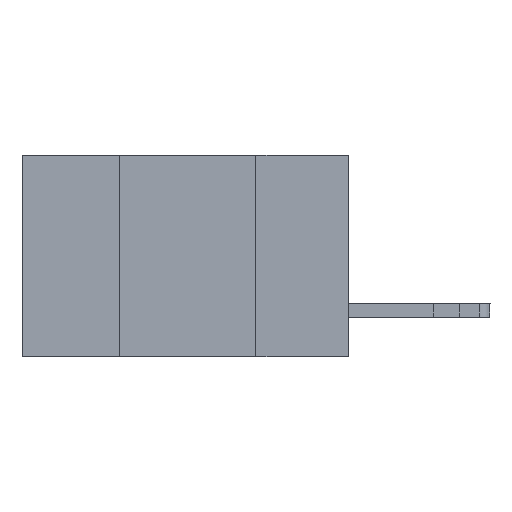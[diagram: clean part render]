
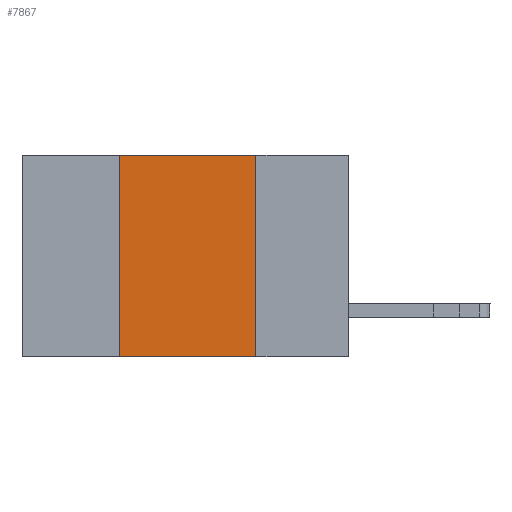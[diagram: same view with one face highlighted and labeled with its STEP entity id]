
A CAD part, left-side view. The second image highlights one B-rep face of the part: STEP entity #7867.
In plain terms, the highlighted planar face has unit normal (-1, 0, 0).
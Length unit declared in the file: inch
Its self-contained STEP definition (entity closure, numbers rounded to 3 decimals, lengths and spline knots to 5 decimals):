
#114 = CARTESIAN_POINT ( 'NONE',  ( 0., 0.6, 0. ) ) ;
#626 = EDGE_CURVE ( 'NONE', #16042, #4459, #8613, .T. ) ;
#658 = CARTESIAN_POINT ( 'NONE',  ( 0., 0.17, -0.37 ) ) ;
#875 = ORIENTED_EDGE ( 'NONE', *, *, #626, .F. ) ;
#1930 = LINE ( 'NONE', #3125, #13247 ) ;
#2423 = DIRECTION ( 'NONE',  ( 0., 0., 1. ) ) ;
#2837 = EDGE_LOOP ( 'NONE', ( #875, #8502, #7962, #6449 ) ) ;
#3125 = CARTESIAN_POINT ( 'NONE',  ( 0., 0.42, -0.37 ) ) ;
#3700 = DIRECTION ( 'NONE',  ( 0., 0., -1. ) ) ;
#3825 = EDGE_CURVE ( 'NONE', #4079, #13584, #1930, .T. ) ;
#4079 = VERTEX_POINT ( 'NONE', #13406 ) ;
#4459 = VERTEX_POINT ( 'NONE', #658 ) ;
#6449 = ORIENTED_EDGE ( 'NONE', *, *, #10640, .T. ) ;
#6543 = DIRECTION ( 'NONE',  ( 0., 0., -1. ) ) ;
#6559 = DIRECTION ( 'NONE',  ( 1., 0., 0. ) ) ;
#6730 = EDGE_CURVE ( 'NONE', #13584, #16042, #17133, .T. ) ;
#6735 = PLANE ( 'NONE',  #15370 ) ;
#7548 = CARTESIAN_POINT ( 'NONE',  ( 0., 0.6, -0.37 ) ) ;
#7867 = ADVANCED_FACE ( 'NONE', ( #16470 ), #6735, .F. ) ;
#7883 = CARTESIAN_POINT ( 'NONE',  ( 0., 0.6, 0. ) ) ;
#7962 = ORIENTED_EDGE ( 'NONE', *, *, #3825, .F. ) ;
#8502 = ORIENTED_EDGE ( 'NONE', *, *, #6730, .F. ) ;
#8613 = LINE ( 'NONE', #17725, #12296 ) ;
#10640 = EDGE_CURVE ( 'NONE', #4079, #4459, #10895, .T. ) ;
#10770 = CARTESIAN_POINT ( 'NONE',  ( 0., 0.42, 0. ) ) ;
#10895 = LINE ( 'NONE', #7548, #14966 ) ;
#12296 = VECTOR ( 'NONE', #3700, 39.37008 ) ;
#13247 = VECTOR ( 'NONE', #2423, 39.37008 ) ;
#13406 = CARTESIAN_POINT ( 'NONE',  ( 0., 0.42, -0.37 ) ) ;
#13584 = VERTEX_POINT ( 'NONE', #10770 ) ;
#13601 = VECTOR ( 'NONE', #17646, 39.37008 ) ;
#14966 = VECTOR ( 'NONE', #15837, 39.37008 ) ;
#14998 = CARTESIAN_POINT ( 'NONE',  ( 0., 0.17, 0. ) ) ;
#15370 = AXIS2_PLACEMENT_3D ( 'NONE', #7883, #6559, #6543 ) ;
#15837 = DIRECTION ( 'NONE',  ( 0., -1., 0. ) ) ;
#16042 = VERTEX_POINT ( 'NONE', #14998 ) ;
#16470 = FACE_OUTER_BOUND ( 'NONE', #2837, .T. ) ;
#17133 = LINE ( 'NONE', #114, #13601 ) ;
#17646 = DIRECTION ( 'NONE',  ( 0., -1., 0. ) ) ;
#17725 = CARTESIAN_POINT ( 'NONE',  ( 0., 0.17, -0.37 ) ) ;
